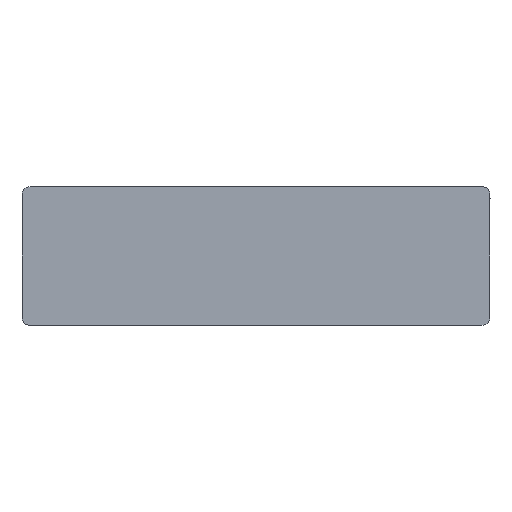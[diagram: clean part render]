
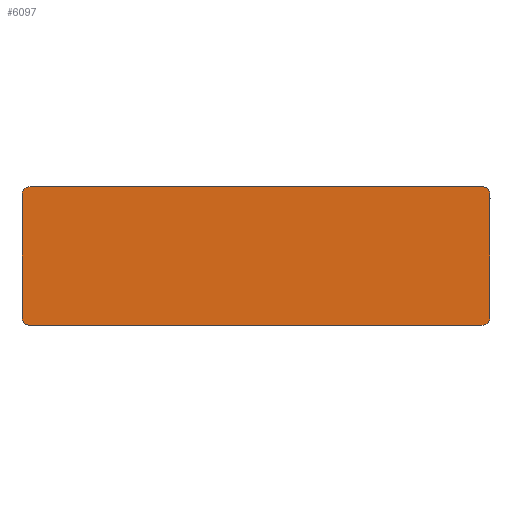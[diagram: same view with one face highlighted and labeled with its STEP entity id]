
A CAD part, front view. The second image highlights one B-rep face of the part: STEP entity #6097.
In plain terms, the highlighted planar face has unit normal (0, -1, 0).
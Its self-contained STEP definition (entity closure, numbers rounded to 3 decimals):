
#1=CARTESIAN_POINT('',(-83.,-41.5,-22.5));
#2=DIRECTION('',(0.,-1.,0.));
#3=DIRECTION('',(-1.,0.,0.));
#4=AXIS2_PLACEMENT_3D('',#1,#2,#3);
#6=CARTESIAN_POINT('',(-83.,-41.5,22.5));
#7=DIRECTION('',(0.,-1.,0.));
#8=DIRECTION('',(0.,0.,1.));
#9=AXIS2_PLACEMENT_3D('',#6,#7,#8);
#11=DIRECTION('',(1.,0.,0.));
#12=VECTOR('',#11,166.);
#13=CARTESIAN_POINT('',(-83.,-41.5,25.5));
#14=LINE('',#13,#12);
#15=CARTESIAN_POINT('',(83.,-41.5,22.5));
#16=DIRECTION('',(0.,-1.,0.));
#17=DIRECTION('',(1.,0.,0.));
#18=AXIS2_PLACEMENT_3D('',#15,#16,#17);
#20=CARTESIAN_POINT('',(83.,-41.5,-22.5));
#21=DIRECTION('',(0.,-1.,0.));
#22=DIRECTION('',(0.,0.,-1.));
#23=AXIS2_PLACEMENT_3D('',#20,#21,#22);
#25=DIRECTION('',(1.,0.,0.));
#26=VECTOR('',#25,166.);
#27=CARTESIAN_POINT('',(-83.,-41.5,-25.5));
#28=LINE('',#27,#26);
#67=DIRECTION('',(0.,0.,1.));
#68=VECTOR('',#67,45.);
#69=CARTESIAN_POINT('',(86.,-41.5,-22.5));
#70=LINE('',#69,#68);
#1908=DIRECTION('',(0.,0.,-1.));
#1909=VECTOR('',#1908,45.);
#1910=CARTESIAN_POINT('',(-86.,-41.5,22.5));
#1911=LINE('',#1910,#1909);
#5594=CARTESIAN_POINT('',(-86.,-41.5,-22.5));
#5595=CARTESIAN_POINT('',(-83.,-41.5,-25.5));
#5596=VERTEX_POINT('',#5594);
#5597=VERTEX_POINT('',#5595);
#5600=CARTESIAN_POINT('',(-83.,-41.5,25.5));
#5601=CARTESIAN_POINT('',(-86.,-41.5,22.5));
#5602=VERTEX_POINT('',#5600);
#5603=VERTEX_POINT('',#5601);
#5614=CARTESIAN_POINT('',(86.,-41.5,22.5));
#5615=CARTESIAN_POINT('',(83.,-41.5,25.5));
#5616=VERTEX_POINT('',#5614);
#5617=VERTEX_POINT('',#5615);
#5628=CARTESIAN_POINT('',(83.,-41.5,-25.5));
#5629=CARTESIAN_POINT('',(86.,-41.5,-22.5));
#5630=VERTEX_POINT('',#5628);
#5631=VERTEX_POINT('',#5629);
#6074=CARTESIAN_POINT('',(0.,-41.5,0.));
#6075=DIRECTION('',(0.,-1.,0.));
#6076=DIRECTION('',(1.,0.,0.));
#6077=AXIS2_PLACEMENT_3D('',#6074,#6075,#6076);
#6078=PLANE('',#6077);
#6080=ORIENTED_EDGE('',*,*,#6079,.F.);
#6082=ORIENTED_EDGE('',*,*,#6081,.F.);
#6084=ORIENTED_EDGE('',*,*,#6083,.F.);
#6086=ORIENTED_EDGE('',*,*,#6085,.T.);
#6088=ORIENTED_EDGE('',*,*,#6087,.F.);
#6090=ORIENTED_EDGE('',*,*,#6089,.F.);
#6092=ORIENTED_EDGE('',*,*,#6091,.F.);
#6094=ORIENTED_EDGE('',*,*,#6093,.F.);
#6095=EDGE_LOOP('',(#6080,#6082,#6084,#6086,#6088,#6090,#6092,#6094));
#6096=FACE_OUTER_BOUND('',#6095,.F.);
#6097=ADVANCED_FACE('',(#6096),#6078,.T.);
#5=CIRCLE('',#4,3.);
#10=CIRCLE('',#9,3.);
#19=CIRCLE('',#18,3.);
#24=CIRCLE('',#23,3.);
#6079=EDGE_CURVE('',#5596,#5597,#5,.T.);
#6081=EDGE_CURVE('',#5603,#5596,#1911,.T.);
#6083=EDGE_CURVE('',#5602,#5603,#10,.T.);
#6085=EDGE_CURVE('',#5602,#5617,#14,.T.);
#6087=EDGE_CURVE('',#5616,#5617,#19,.T.);
#6089=EDGE_CURVE('',#5631,#5616,#70,.T.);
#6091=EDGE_CURVE('',#5630,#5631,#24,.T.);
#6093=EDGE_CURVE('',#5597,#5630,#28,.T.);
